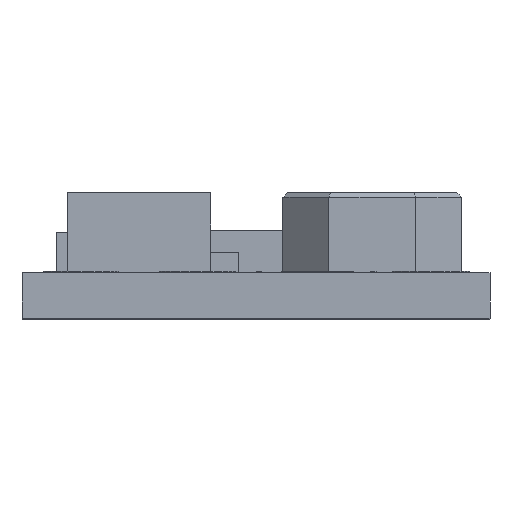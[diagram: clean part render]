
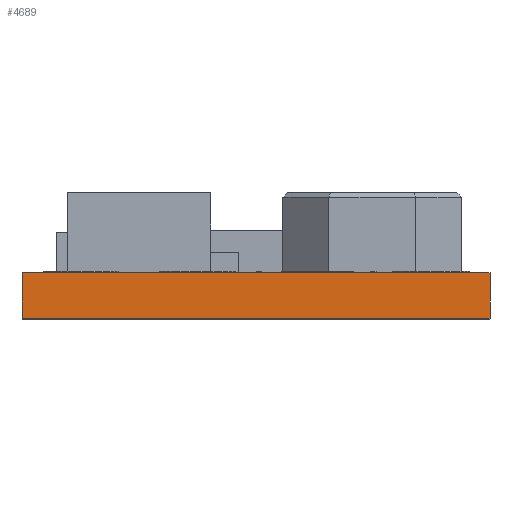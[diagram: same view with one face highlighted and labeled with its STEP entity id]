
A CAD part, top view. The second image highlights one B-rep face of the part: STEP entity #4689.
In plain terms, the highlighted planar face has unit normal (0, 0, 1).
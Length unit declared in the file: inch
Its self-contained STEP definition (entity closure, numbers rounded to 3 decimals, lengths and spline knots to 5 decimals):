
#163 = EDGE_CURVE ( 'NONE', #9239, #8755, #20236, .T. ) ;
#1081 = CARTESIAN_POINT ( 'NONE',  ( -0.2045, 0., 0.2525 ) ) ;
#4417 = VERTEX_POINT ( 'NONE', #18168 ) ;
#4689 = ADVANCED_FACE ( 'NONE', ( #36102 ), #42633, .F. ) ;
#5644 = LINE ( 'NONE', #35929, #23387 ) ;
#6680 = VECTOR ( 'NONE', #30696, 39.37008 ) ;
#7350 = EDGE_CURVE ( 'NONE', #8561, #9239, #25294, .T. ) ;
#7483 = DIRECTION ( 'NONE',  ( 0., -1., 0. ) ) ;
#8561 = VERTEX_POINT ( 'NONE', #30554 ) ;
#8755 = VERTEX_POINT ( 'NONE', #42300 ) ;
#9239 = VERTEX_POINT ( 'NONE', #41939 ) ;
#12693 = ORIENTED_EDGE ( 'NONE', *, *, #7350, .F. ) ;
#13048 = EDGE_LOOP ( 'NONE', ( #31100, #19412, #12693, #42179 ) ) ;
#13802 = CARTESIAN_POINT ( 'NONE',  ( -0.2045, 0.04, 0.2525 ) ) ;
#15873 = DIRECTION ( 'NONE',  ( 0., -1., 0. ) ) ;
#18168 = CARTESIAN_POINT ( 'NONE',  ( -0.2045, 0., 0.2525 ) ) ;
#19326 = DIRECTION ( 'NONE',  ( 0., 0., -1. ) ) ;
#19412 = ORIENTED_EDGE ( 'NONE', *, *, #163, .F. ) ;
#20236 = LINE ( 'NONE', #27467, #38076 ) ;
#21848 = EDGE_CURVE ( 'NONE', #4417, #8755, #24415, .T. ) ;
#23387 = VECTOR ( 'NONE', #15873, 39.37008 ) ;
#24415 = LINE ( 'NONE', #1081, #6680 ) ;
#25294 = LINE ( 'NONE', #13802, #34239 ) ;
#25763 = EDGE_CURVE ( 'NONE', #8561, #4417, #5644, .T. ) ;
#27467 = CARTESIAN_POINT ( 'NONE',  ( 0.2045, 0.04, 0.2525 ) ) ;
#27829 = AXIS2_PLACEMENT_3D ( 'NONE', #39398, #19326, #42800 ) ;
#30554 = CARTESIAN_POINT ( 'NONE',  ( -0.2045, 0.04, 0.2525 ) ) ;
#30696 = DIRECTION ( 'NONE',  ( 1., 0., 0. ) ) ;
#31100 = ORIENTED_EDGE ( 'NONE', *, *, #21848, .T. ) ;
#33832 = DIRECTION ( 'NONE',  ( 1., 0., 0. ) ) ;
#34239 = VECTOR ( 'NONE', #33832, 39.37008 ) ;
#35929 = CARTESIAN_POINT ( 'NONE',  ( -0.2045, 0.04, 0.2525 ) ) ;
#36102 = FACE_OUTER_BOUND ( 'NONE', #13048, .T. ) ;
#38076 = VECTOR ( 'NONE', #7483, 39.37008 ) ;
#39398 = CARTESIAN_POINT ( 'NONE',  ( -0.2045, 0.04, 0.2525 ) ) ;
#41939 = CARTESIAN_POINT ( 'NONE',  ( 0.2045, 0.04, 0.2525 ) ) ;
#42179 = ORIENTED_EDGE ( 'NONE', *, *, #25763, .T. ) ;
#42300 = CARTESIAN_POINT ( 'NONE',  ( 0.2045, 0., 0.2525 ) ) ;
#42633 = PLANE ( 'NONE',  #27829 ) ;
#42800 = DIRECTION ( 'NONE',  ( -1., 0., 0. ) ) ;
